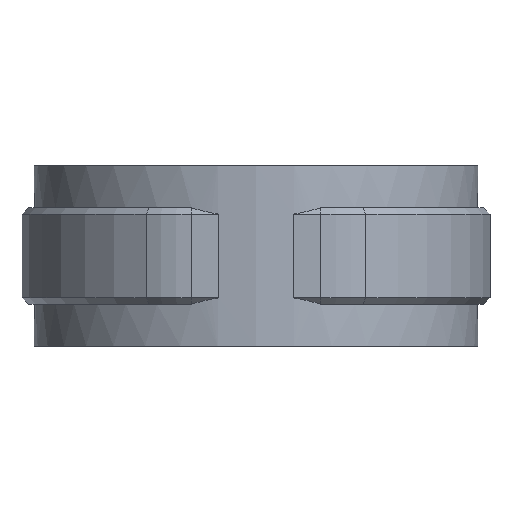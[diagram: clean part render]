
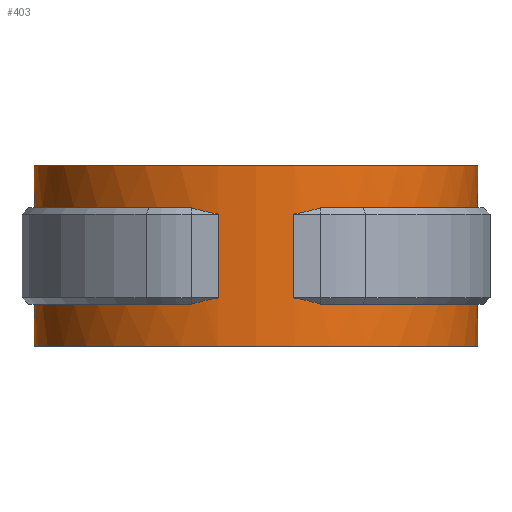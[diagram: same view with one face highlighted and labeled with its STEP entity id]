
A CAD part, front view. The second image highlights one B-rep face of the part: STEP entity #403.
In plain terms, the highlighted cylindrical face has radius 34.495 mm (diameter 68.99 mm), a partial arc.
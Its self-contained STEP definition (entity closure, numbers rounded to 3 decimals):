
#403 = ADVANCED_FACE( '', ( #713 ), #714, .T. );
#713 = FACE_OUTER_BOUND( '', #1495, .T. );
#714 = CYLINDRICAL_SURFACE( '', #1496, 34.495 );
#1495 = EDGE_LOOP( '', ( #3421, #3422, #3423, #3424, #3425, #3426, #3427, #3428, #3429, #3430, #3431, #3432, #3433, #3434, #3435, #3436 ) );
#1496 = AXIS2_PLACEMENT_3D( '', #3437, #3438, #3439 );
#3421 = ORIENTED_EDGE( '', *, *, #4740, .F. );
#3422 = ORIENTED_EDGE( '', *, *, #4741, .T. );
#3423 = ORIENTED_EDGE( '', *, *, #4742, .T. );
#3424 = ORIENTED_EDGE( '', *, *, #4743, .T. );
#3425 = ORIENTED_EDGE( '', *, *, #4744, .T. );
#3426 = ORIENTED_EDGE( '', *, *, #4720, .T. );
#3427 = ORIENTED_EDGE( '', *, *, #4732, .F. );
#3428 = ORIENTED_EDGE( '', *, *, #4589, .F. );
#3429 = ORIENTED_EDGE( '', *, *, #4745, .F. );
#3430 = ORIENTED_EDGE( '', *, *, #4746, .T. );
#3431 = ORIENTED_EDGE( '', *, *, #4747, .F. );
#3432 = ORIENTED_EDGE( '', *, *, #4748, .T. );
#3433 = ORIENTED_EDGE( '', *, *, #4749, .T. );
#3434 = ORIENTED_EDGE( '', *, *, #4583, .F. );
#3435 = ORIENTED_EDGE( '', *, *, #4734, .T. );
#3436 = ORIENTED_EDGE( '', *, *, #4725, .T. );
#3437 = CARTESIAN_POINT( '', ( 0., 0., -26.5 ) );
#3438 = DIRECTION( '', ( 0., 0., -1. ) );
#3439 = DIRECTION( '', ( -1., 0., 0. ) );
#4583 = EDGE_CURVE( '', #5209, #5211, #5212, .T. );
#4589 = EDGE_CURVE( '', #5221, #5205, #5223, .T. );
#4720 = EDGE_CURVE( '', #5449, #5447, #5450, .T. );
#4725 = EDGE_CURVE( '', #5442, #5456, #5458, .T. );
#4732 = EDGE_CURVE( '', #5205, #5447, #5470, .T. );
#4734 = EDGE_CURVE( '', #5209, #5442, #5473, .T. );
#4740 = EDGE_CURVE( '', #5483, #5456, #5484, .T. );
#4741 = EDGE_CURVE( '', #5483, #5485, #5486, .F. );
#4742 = EDGE_CURVE( '', #5485, #5487, #5488, .T. );
#4743 = EDGE_CURVE( '', #5487, #5489, #5490, .T. );
#4744 = EDGE_CURVE( '', #5489, #5449, #5491, .T. );
#4745 = EDGE_CURVE( '', #5492, #5221, #5493, .T. );
#4746 = EDGE_CURVE( '', #5492, #5494, #5495, .T. );
#4747 = EDGE_CURVE( '', #5496, #5494, #5497, .T. );
#4748 = EDGE_CURVE( '', #5496, #5498, #5499, .F. );
#4749 = EDGE_CURVE( '', #5498, #5211, #5500, .T. );
#5205 = VERTEX_POINT( '', #7091 );
#5209 = VERTEX_POINT( '', #7097 );
#5211 = VERTEX_POINT( '', #7100 );
#5212 = LINE( '', #7101, #7102 );
#5221 = VERTEX_POINT( '', #7119 );
#5223 = LINE( '', #7122, #7123 );
#5442 = VERTEX_POINT( '', #8341 );
#5447 = VERTEX_POINT( '', #8348 );
#5449 = VERTEX_POINT( '', #8351 );
#5450 = LINE( '', #8352, #8353 );
#5456 = VERTEX_POINT( '', #8364 );
#5458 = LINE( '', #8367, #8368 );
#5470 = CIRCLE( '', #8383, 34.495 );
#5473 = CIRCLE( '', #8387, 34.495 );
#5483 = VERTEX_POINT( '', #8399 );
#5484 = CIRCLE( '', #8400, 34.495 );
#5485 = VERTEX_POINT( '', #8401 );
#5486 = ELLIPSE( '', #8402, 48.783, 34.495 );
#5487 = VERTEX_POINT( '', #8403 );
#5488 = LINE( '', #8404, #8405 );
#5489 = VERTEX_POINT( '', #8406 );
#5490 = ELLIPSE( '', #8407, 48.783, 34.495 );
#5491 = CIRCLE( '', #8408, 34.495 );
#5492 = VERTEX_POINT( '', #8409 );
#5493 = CIRCLE( '', #8410, 34.495 );
#5494 = VERTEX_POINT( '', #8411 );
#5495 = ELLIPSE( '', #8412, 48.783, 34.495 );
#5496 = VERTEX_POINT( '', #8413 );
#5497 = LINE( '', #8414, #8415 );
#5498 = VERTEX_POINT( '', #8416 );
#5499 = ELLIPSE( '', #8417, 48.783, 34.495 );
#5500 = CIRCLE( '', #8418, 34.495 );
#7091 = CARTESIAN_POINT( '', ( -6.1, 33.951, 1.5 ) );
#7097 = CARTESIAN_POINT( '', ( -6.1, 33.951, -26.5 ) );
#7100 = CARTESIAN_POINT( '', ( -6.1, 33.951, -20. ) );
#7101 = CARTESIAN_POINT( '', ( -6.1, 33.951, -26.5 ) );
#7102 = VECTOR( '', #9132, 1000. );
#7119 = CARTESIAN_POINT( '', ( -6.1, 33.951, -5. ) );
#7122 = CARTESIAN_POINT( '', ( -6.1, 33.951, -26.5 ) );
#7123 = VECTOR( '', #9136, 1000. );
#8341 = CARTESIAN_POINT( '', ( 6.1, 33.951, -26.5 ) );
#8348 = CARTESIAN_POINT( '', ( 6.1, 33.951, 1.5 ) );
#8351 = CARTESIAN_POINT( '', ( 6.1, 33.951, -5. ) );
#8352 = CARTESIAN_POINT( '', ( 6.1, 33.951, -26.5 ) );
#8353 = VECTOR( '', #9261, 1000. );
#8364 = CARTESIAN_POINT( '', ( 6.1, 33.951, -20. ) );
#8367 = CARTESIAN_POINT( '', ( 6.1, 33.951, -26.5 ) );
#8368 = VECTOR( '', #9265, 1000. );
#8383 = AXIS2_PLACEMENT_3D( '', #9278, #9279, #9280 );
#8387 = AXIS2_PLACEMENT_3D( '', #9282, #9283, #9284 );
#8399 = CARTESIAN_POINT( '', ( 10.045, -33., -20. ) );
#8400 = AXIS2_PLACEMENT_3D( '', #9296, #9297, #9298 );
#8401 = CARTESIAN_POINT( '', ( 5.823, -34., -19. ) );
#8402 = AXIS2_PLACEMENT_3D( '', #9299, #9300, #9301 );
#8403 = CARTESIAN_POINT( '', ( 5.823, -34., -6. ) );
#8404 = CARTESIAN_POINT( '', ( 5.823, -34., -20. ) );
#8405 = VECTOR( '', #9302, 1000. );
#8406 = CARTESIAN_POINT( '', ( 10.045, -33., -5. ) );
#8407 = AXIS2_PLACEMENT_3D( '', #9303, #9304, #9305 );
#8408 = AXIS2_PLACEMENT_3D( '', #9306, #9307, #9308 );
#8409 = CARTESIAN_POINT( '', ( -10.045, -33., -5. ) );
#8410 = AXIS2_PLACEMENT_3D( '', #9309, #9310, #9311 );
#8411 = CARTESIAN_POINT( '', ( -5.823, -34., -6. ) );
#8412 = AXIS2_PLACEMENT_3D( '', #9312, #9313, #9314 );
#8413 = CARTESIAN_POINT( '', ( -5.823, -34., -19. ) );
#8414 = CARTESIAN_POINT( '', ( -5.823, -34., -20. ) );
#8415 = VECTOR( '', #9315, 1000. );
#8416 = CARTESIAN_POINT( '', ( -10.045, -33., -20. ) );
#8417 = AXIS2_PLACEMENT_3D( '', #9316, #9317, #9318 );
#8418 = AXIS2_PLACEMENT_3D( '', #9319, #9320, #9321 );
#9132 = DIRECTION( '', ( 0., 0., 1. ) );
#9136 = DIRECTION( '', ( 0., 0., 1. ) );
#9261 = DIRECTION( '', ( 0., 0., 1. ) );
#9265 = DIRECTION( '', ( 0., 0., 1. ) );
#9278 = CARTESIAN_POINT( '', ( 0., 0., 1.5 ) );
#9279 = DIRECTION( '', ( 0., 0., 1. ) );
#9280 = DIRECTION( '', ( 1., 0., 0. ) );
#9282 = CARTESIAN_POINT( '', ( 0., 0., -26.5 ) );
#9283 = DIRECTION( '', ( 0., 0., 1. ) );
#9284 = DIRECTION( '', ( 1., 0., 0. ) );
#9296 = CARTESIAN_POINT( '', ( 0., 0., -20. ) );
#9297 = DIRECTION( '', ( 0., 0., 1. ) );
#9298 = DIRECTION( '', ( 1., 0., 0. ) );
#9299 = CARTESIAN_POINT( '', ( 0., 0., -53. ) );
#9300 = DIRECTION( '', ( 0., 0.707, 0.707 ) );
#9301 = DIRECTION( '', ( 0., -0.707, 0.707 ) );
#9302 = DIRECTION( '', ( 0., 0., 1. ) );
#9303 = CARTESIAN_POINT( '', ( 0., 0., 28. ) );
#9304 = DIRECTION( '', ( 0., -0.707, 0.707 ) );
#9305 = DIRECTION( '', ( 0., 0.707, 0.707 ) );
#9306 = CARTESIAN_POINT( '', ( 0., 0., -5. ) );
#9307 = DIRECTION( '', ( 0., 0., 1. ) );
#9308 = DIRECTION( '', ( 1., 0., 0. ) );
#9309 = CARTESIAN_POINT( '', ( 0., 0., -5. ) );
#9310 = DIRECTION( '', ( 0., 0., -1. ) );
#9311 = DIRECTION( '', ( 1., 0., 0. ) );
#9312 = CARTESIAN_POINT( '', ( 0., 0., 28. ) );
#9313 = DIRECTION( '', ( 0., -0.707, 0.707 ) );
#9314 = DIRECTION( '', ( 0., 0.707, 0.707 ) );
#9315 = DIRECTION( '', ( 0., 0., 1. ) );
#9316 = CARTESIAN_POINT( '', ( 0., 0., -53. ) );
#9317 = DIRECTION( '', ( 0., 0.707, 0.707 ) );
#9318 = DIRECTION( '', ( 0., -0.707, 0.707 ) );
#9319 = CARTESIAN_POINT( '', ( 0., 0., -20. ) );
#9320 = DIRECTION( '', ( 0., 0., -1. ) );
#9321 = DIRECTION( '', ( 1., 0., 0. ) );
